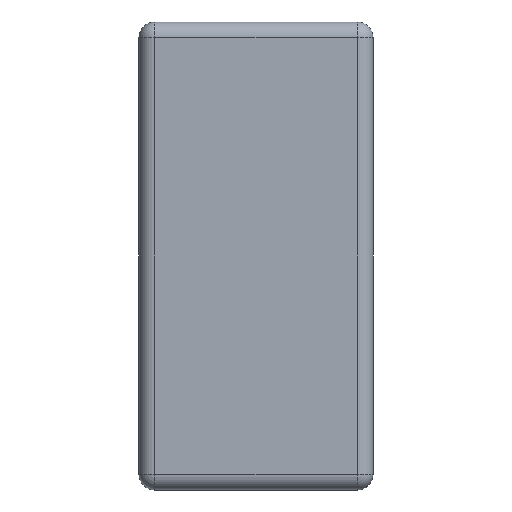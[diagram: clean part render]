
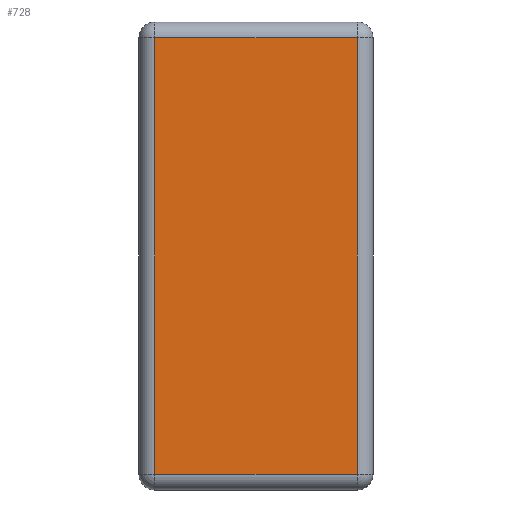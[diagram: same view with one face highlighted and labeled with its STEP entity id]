
A CAD part, front view. The second image highlights one B-rep face of the part: STEP entity #728.
In plain terms, the highlighted planar face has unit normal (0, -1, 0).
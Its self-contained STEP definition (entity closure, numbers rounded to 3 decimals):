
#30=PLANE('',#819);
#81=FACE_OUTER_BOUND('',#133,.T.);
#133=EDGE_LOOP('',(#602,#603,#604,#605));
#218=LINE('',#1254,#286);
#219=LINE('',#1256,#287);
#220=LINE('',#1258,#288);
#221=LINE('',#1259,#289);
#286=VECTOR('',#996,1000.);
#287=VECTOR('',#997,1000.);
#288=VECTOR('',#998,1000.);
#289=VECTOR('',#999,1000.);
#394=VERTEX_POINT('',#1252);
#395=VERTEX_POINT('',#1253);
#396=VERTEX_POINT('',#1255);
#397=VERTEX_POINT('',#1257);
#474=EDGE_CURVE('',#394,#395,#218,.T.);
#475=EDGE_CURVE('',#395,#396,#219,.T.);
#476=EDGE_CURVE('',#396,#397,#220,.T.);
#477=EDGE_CURVE('',#397,#394,#221,.T.);
#602=ORIENTED_EDGE('',*,*,#474,.T.);
#603=ORIENTED_EDGE('',*,*,#475,.T.);
#604=ORIENTED_EDGE('',*,*,#476,.T.);
#605=ORIENTED_EDGE('',*,*,#477,.T.);
#728=ADVANCED_FACE('',(#81),#30,.F.);
#819=AXIS2_PLACEMENT_3D('',#1251,#994,#995);
#994=DIRECTION('center_axis',(0.,1.,0.));
#995=DIRECTION('ref_axis',(0.,0.,1.));
#996=DIRECTION('',(-1.,0.,0.));
#997=DIRECTION('',(0.,0.,-1.));
#998=DIRECTION('',(1.,0.,0.));
#999=DIRECTION('',(0.,0.,1.));
#1251=CARTESIAN_POINT('Origin',(-8.92,0.,38.769));
#1252=CARTESIAN_POINT('',(5.08,0.,37.769));
#1253=CARTESIAN_POINT('',(-7.92,0.,37.769));
#1254=CARTESIAN_POINT('',(-8.92,0.,37.769));
#1255=CARTESIAN_POINT('',(-7.92,0.,9.769));
#1256=CARTESIAN_POINT('',(-7.92,0.,38.769));
#1257=CARTESIAN_POINT('',(5.08,0.,9.769));
#1258=CARTESIAN_POINT('',(-8.92,0.,9.769));
#1259=CARTESIAN_POINT('',(5.08,0.,38.769));
